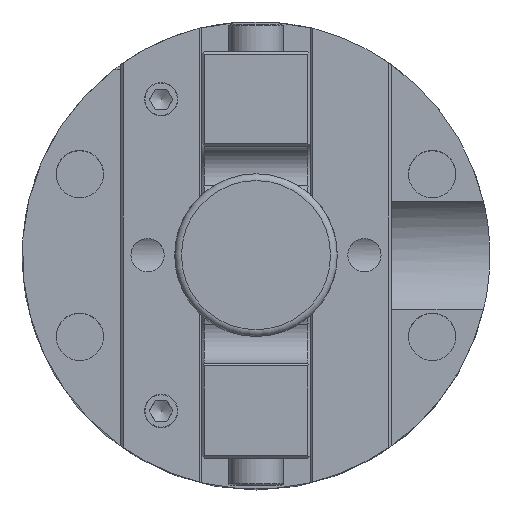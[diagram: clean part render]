
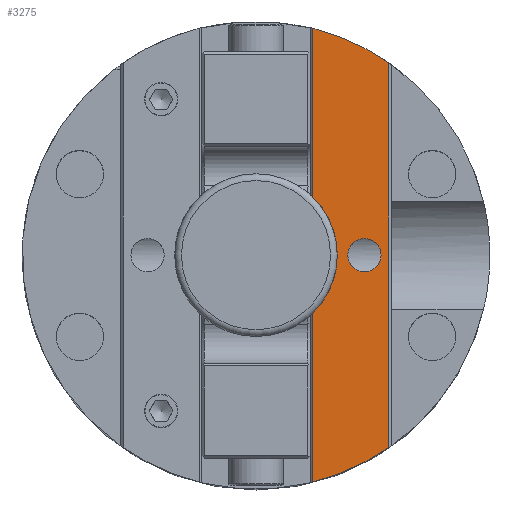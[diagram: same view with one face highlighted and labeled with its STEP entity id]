
A CAD part, top view. The second image highlights one B-rep face of the part: STEP entity #3275.
In plain terms, the highlighted planar face has unit normal (0, 0, 1).
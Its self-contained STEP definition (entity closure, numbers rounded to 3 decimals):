
#163=FACE_BOUND('',#557,.T.);
#235=PLANE('',#3634);
#372=FACE_OUTER_BOUND('',#556,.T.);
#556=EDGE_LOOP('',(#2371,#2372,#2373,#2374,#2375,#2376,#2377));
#557=EDGE_LOOP('',(#2378,#2379));
#794=LINE('',#5260,#993);
#806=LINE('',#5394,#1005);
#807=LINE('',#5395,#1006);
#993=VECTOR('',#4151,10.);
#1005=VECTOR('',#4205,10.);
#1006=VECTOR('',#4206,10.);
#1190=CIRCLE('',#3620,17.25);
#1196=CIRCLE('',#3631,17.25);
#1198=CIRCLE('',#3635,6.);
#1199=CIRCLE('',#3636,6.);
#1200=CIRCLE('',#3637,1.23);
#1201=CIRCLE('',#3638,1.23);
#1439=VERTEX_POINT('',#5253);
#1442=VERTEX_POINT('',#5258);
#1449=VERTEX_POINT('',#5288);
#1450=VERTEX_POINT('',#5290);
#1468=VERTEX_POINT('',#5352);
#1473=VERTEX_POINT('',#5390);
#1474=VERTEX_POINT('',#5392);
#1475=VERTEX_POINT('',#5396);
#1476=VERTEX_POINT('',#5397);
#1798=EDGE_CURVE('',#1442,#1439,#794,.T.);
#1806=EDGE_CURVE('',#1450,#1449,#1190,.T.);
#1825=EDGE_CURVE('',#1468,#1439,#1196,.T.);
#1831=EDGE_CURVE('',#1442,#1473,#1198,.T.);
#1832=EDGE_CURVE('',#1473,#1474,#1199,.T.);
#1833=EDGE_CURVE('',#1450,#1474,#806,.T.);
#1834=EDGE_CURVE('',#1468,#1449,#807,.T.);
#1835=EDGE_CURVE('',#1475,#1476,#1200,.T.);
#1836=EDGE_CURVE('',#1476,#1475,#1201,.T.);
#2371=ORIENTED_EDGE('',*,*,#1798,.F.);
#2372=ORIENTED_EDGE('',*,*,#1831,.T.);
#2373=ORIENTED_EDGE('',*,*,#1832,.T.);
#2374=ORIENTED_EDGE('',*,*,#1833,.F.);
#2375=ORIENTED_EDGE('',*,*,#1806,.T.);
#2376=ORIENTED_EDGE('',*,*,#1834,.F.);
#2377=ORIENTED_EDGE('',*,*,#1825,.T.);
#2378=ORIENTED_EDGE('',*,*,#1835,.T.);
#2379=ORIENTED_EDGE('',*,*,#1836,.T.);
#3275=ADVANCED_FACE('',(#372,#163),#235,.T.);
#3620=AXIS2_PLACEMENT_3D('',#5291,#4162,#4163);
#3631=AXIS2_PLACEMENT_3D('',#5353,#4191,#4192);
#3634=AXIS2_PLACEMENT_3D('',#5389,#4199,#4200);
#3635=AXIS2_PLACEMENT_3D('',#5391,#4201,#4202);
#3636=AXIS2_PLACEMENT_3D('',#5393,#4203,#4204);
#3637=AXIS2_PLACEMENT_3D('',#5398,#4207,#4208);
#3638=AXIS2_PLACEMENT_3D('',#5399,#4209,#4210);
#4151=DIRECTION('',(0.,1.,0.));
#4162=DIRECTION('center_axis',(0.,0.,1.));
#4163=DIRECTION('ref_axis',(-1.,0.,0.));
#4191=DIRECTION('center_axis',(0.,0.,1.));
#4192=DIRECTION('ref_axis',(-1.,0.,0.));
#4199=DIRECTION('center_axis',(0.,0.,1.));
#4200=DIRECTION('ref_axis',(1.,0.,0.));
#4201=DIRECTION('center_axis',(0.,0.,-1.));
#4202=DIRECTION('ref_axis',(-1.,0.,0.));
#4203=DIRECTION('center_axis',(0.,0.,-1.));
#4204=DIRECTION('ref_axis',(-1.,0.,0.));
#4205=DIRECTION('',(0.,1.,0.));
#4206=DIRECTION('',(0.,-1.,0.));
#4207=DIRECTION('center_axis',(0.,0.,-1.));
#4208=DIRECTION('ref_axis',(1.,0.,0.));
#4209=DIRECTION('center_axis',(0.,0.,-1.));
#4210=DIRECTION('ref_axis',(1.,0.,0.));
#5253=CARTESIAN_POINT('',(4.2,16.731,31.5));
#5258=CARTESIAN_POINT('',(4.2,4.285,31.5));
#5260=CARTESIAN_POINT('',(4.2,0.,31.5));
#5288=CARTESIAN_POINT('',(9.8,-14.196,31.5));
#5290=CARTESIAN_POINT('',(4.2,-16.731,31.5));
#5291=CARTESIAN_POINT('Origin',(0.,0.,31.5));
#5352=CARTESIAN_POINT('',(9.8,14.196,31.5));
#5353=CARTESIAN_POINT('Origin',(0.,0.,31.5));
#5389=CARTESIAN_POINT('Origin',(0.,0.,31.5));
#5390=CARTESIAN_POINT('',(6.,0.,31.5));
#5391=CARTESIAN_POINT('Origin',(0.,0.,31.5));
#5392=CARTESIAN_POINT('',(4.2,-4.285,31.5));
#5393=CARTESIAN_POINT('Origin',(0.,0.,31.5));
#5394=CARTESIAN_POINT('',(4.2,0.,31.5));
#5395=CARTESIAN_POINT('',(9.8,0.,31.5));
#5396=CARTESIAN_POINT('',(9.23,0.,31.5));
#5397=CARTESIAN_POINT('',(6.771,0.,31.5));
#5398=CARTESIAN_POINT('Origin',(8.,0.,31.5));
#5399=CARTESIAN_POINT('Origin',(8.,0.,31.5));
